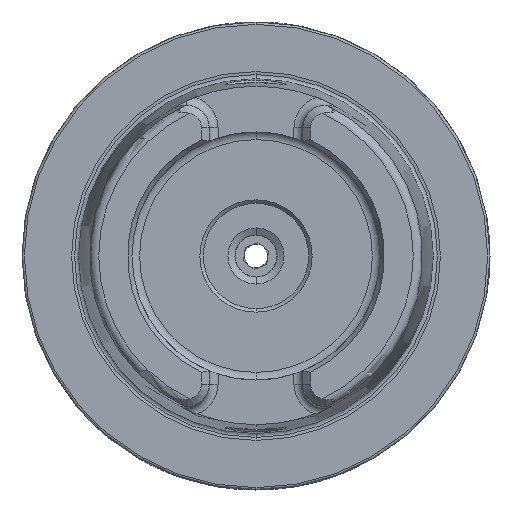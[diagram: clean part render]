
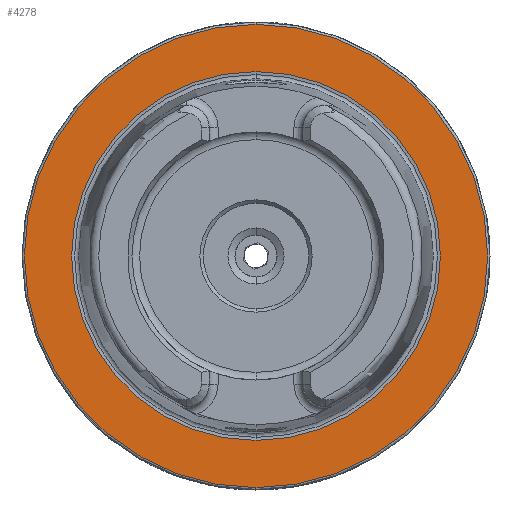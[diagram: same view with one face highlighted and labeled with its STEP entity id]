
A CAD part, left-side view. The second image highlights one B-rep face of the part: STEP entity #4278.
In plain terms, the highlighted planar face has unit normal (-1, 0, 0).
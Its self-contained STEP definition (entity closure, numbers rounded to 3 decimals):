
#4 = CARTESIAN_POINT ( 'NONE',  ( 0., 0., 49.5 ) ) ;
#78 = DIRECTION ( 'NONE',  ( 0., 0., 1. ) ) ;
#85 = EDGE_CURVE ( 'NONE', #1253, #9553, #7546, .T. ) ;
#87 = DIRECTION ( 'NONE',  ( -1., 0., 0. ) ) ;
#108 = CARTESIAN_POINT ( 'NONE',  ( 0., 0., 0. ) ) ;
#186 = VERTEX_POINT ( 'NONE', #467 ) ;
#467 = CARTESIAN_POINT ( 'NONE',  ( 0., 0., -39.405 ) ) ;
#965 = CIRCLE ( 'NONE', #7148, 49.5 ) ;
#1105 = DIRECTION ( 'NONE',  ( 0., 0., 1. ) ) ;
#1137 = DIRECTION ( 'NONE',  ( -1., 0., 0. ) ) ;
#1150 = CARTESIAN_POINT ( 'NONE',  ( 0., 0., 0. ) ) ;
#1253 = VERTEX_POINT ( 'NONE', #10330 ) ;
#2330 = CIRCLE ( 'NONE', #2712, 39.405 ) ;
#2712 = AXIS2_PLACEMENT_3D ( 'NONE', #9980, #9953, #9937 ) ;
#3326 = EDGE_LOOP ( 'NONE', ( #8185, #8215 ) ) ;
#3598 = EDGE_CURVE ( 'NONE', #9553, #1253, #965, .T. ) ;
#4039 = EDGE_LOOP ( 'NONE', ( #8252, #8301 ) ) ;
#4278 = ADVANCED_FACE ( 'NONE', ( #10209, #10227 ), #7435, .F. ) ;
#5699 = EDGE_CURVE ( 'NONE', #186, #8525, #8846, .T. ) ;
#6143 = AXIS2_PLACEMENT_3D ( 'NONE', #9672, #9703, #9718 ) ;
#6710 = CARTESIAN_POINT ( 'NONE',  ( 0., 0., 39.405 ) ) ;
#7148 = AXIS2_PLACEMENT_3D ( 'NONE', #1150, #1137, #1105 ) ;
#7200 = DIRECTION ( 'NONE',  ( 0., 0., -1. ) ) ;
#7203 = DIRECTION ( 'NONE',  ( 1., 0., 0. ) ) ;
#7245 = CARTESIAN_POINT ( 'NONE',  ( 0., 49.5, 0. ) ) ;
#7435 = PLANE ( 'NONE',  #7996 ) ;
#7546 = CIRCLE ( 'NONE', #6143, 49.5 ) ;
#7996 = AXIS2_PLACEMENT_3D ( 'NONE', #7245, #7203, #7200 ) ;
#8185 = ORIENTED_EDGE ( 'NONE', *, *, #9595, .F. ) ;
#8215 = ORIENTED_EDGE ( 'NONE', *, *, #5699, .F. ) ;
#8252 = ORIENTED_EDGE ( 'NONE', *, *, #3598, .T. ) ;
#8301 = ORIENTED_EDGE ( 'NONE', *, *, #85, .T. ) ;
#8525 = VERTEX_POINT ( 'NONE', #6710 ) ;
#8846 = CIRCLE ( 'NONE', #10520, 39.405 ) ;
#9553 = VERTEX_POINT ( 'NONE', #4 ) ;
#9595 = EDGE_CURVE ( 'NONE', #8525, #186, #2330, .T. ) ;
#9672 = CARTESIAN_POINT ( 'NONE',  ( 0., 0., 0. ) ) ;
#9703 = DIRECTION ( 'NONE',  ( -1., 0., 0. ) ) ;
#9718 = DIRECTION ( 'NONE',  ( 0., 0., 1. ) ) ;
#9937 = DIRECTION ( 'NONE',  ( 0., 0., 1. ) ) ;
#9953 = DIRECTION ( 'NONE',  ( -1., 0., 0. ) ) ;
#9980 = CARTESIAN_POINT ( 'NONE',  ( 0., 0., 0. ) ) ;
#10209 = FACE_BOUND ( 'NONE', #3326, .T. ) ;
#10227 = FACE_OUTER_BOUND ( 'NONE', #4039, .T. ) ;
#10330 = CARTESIAN_POINT ( 'NONE',  ( 0., 0., -49.5 ) ) ;
#10520 = AXIS2_PLACEMENT_3D ( 'NONE', #108, #87, #78 ) ;
